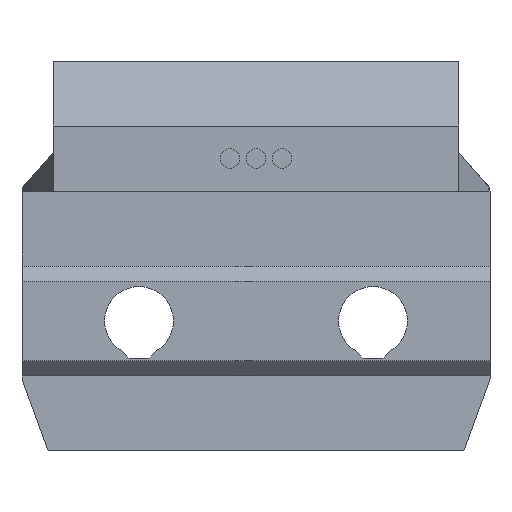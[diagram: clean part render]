
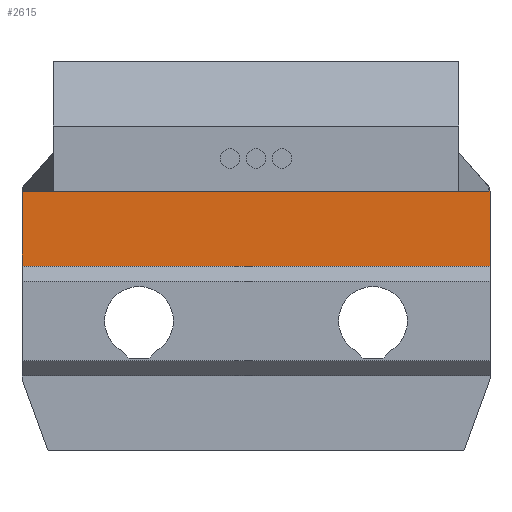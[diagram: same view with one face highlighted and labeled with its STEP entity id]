
A CAD part, front view. The second image highlights one B-rep face of the part: STEP entity #2615.
In plain terms, the highlighted planar face has unit normal (0, -1, 0).
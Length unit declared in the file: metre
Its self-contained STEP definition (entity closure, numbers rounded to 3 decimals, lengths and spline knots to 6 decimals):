
#79=PLANE('',#2824);
#161=ELLIPSE('',#2817,0.000601,0.0005);
#163=ELLIPSE('',#2825,0.000601,0.0005);
#226=LINE('',#3817,#529);
#266=LINE('',#3908,#569);
#318=LINE('',#4282,#621);
#322=LINE('',#4311,#625);
#529=VECTOR('',#3045,1.);
#569=VECTOR('',#3127,1.);
#621=VECTOR('',#3255,1.);
#625=VECTOR('',#3299,1.);
#1116=ORIENTED_EDGE('',*,*,#1716,.T.);
#1117=ORIENTED_EDGE('',*,*,#1717,.F.);
#1118=ORIENTED_EDGE('',*,*,#1712,.T.);
#1119=ORIENTED_EDGE('',*,*,#1702,.F.);
#1120=ORIENTED_EDGE('',*,*,#1588,.F.);
#1121=ORIENTED_EDGE('',*,*,#1634,.F.);
#1588=EDGE_CURVE('',#1952,#1953,#226,.T.);
#1634=EDGE_CURVE('',#1982,#1952,#266,.T.);
#1702=EDGE_CURVE('',#1953,#2025,#318,.T.);
#1712=EDGE_CURVE('',#2028,#2025,#161,.T.);
#1716=EDGE_CURVE('',#1982,#2029,#163,.T.);
#1717=EDGE_CURVE('',#2028,#2029,#322,.T.);
#1952=VERTEX_POINT('',#3816);
#1953=VERTEX_POINT('',#3818);
#1982=VERTEX_POINT('',#3907);
#2025=VERTEX_POINT('',#4283);
#2028=VERTEX_POINT('',#4301);
#2029=VERTEX_POINT('',#4310);
#2263=EDGE_LOOP('',(#1116,#1117,#1118,#1119,#1120,#1121));
#2430=FACE_BOUND('',#2263,.T.);
#2615=ADVANCED_FACE('',(#2430),#79,.F.);
#2817=AXIS2_PLACEMENT_3D('',#4300,#3281,#3282);
#2824=AXIS2_PLACEMENT_3D('',#4308,#3295,#3296);
#2825=AXIS2_PLACEMENT_3D('',#4309,#3297,#3298);
#3045=DIRECTION('',(-1.,0.,0.));
#3127=DIRECTION('',(0.,0.,-1.));
#3255=DIRECTION('',(0.,0.,1.));
#3281=DIRECTION('',(0.,-1.,0.));
#3282=DIRECTION('',(0.,0.,1.));
#3295=DIRECTION('',(0.,1.,0.));
#3296=DIRECTION('',(1.,0.,0.));
#3297=DIRECTION('',(0.,-1.,0.));
#3298=DIRECTION('',(0.,0.,1.));
#3299=DIRECTION('',(1.,0.,0.));
#3816=CARTESIAN_POINT('',(0.1569,0.028,0.158625));
#3817=CARTESIAN_POINT('',(0.1209,0.028,0.158625));
#3818=CARTESIAN_POINT('',(0.1209,0.028,0.158625));
#3907=CARTESIAN_POINT('',(0.1569,0.028,0.164355));
#3908=CARTESIAN_POINT('',(0.1569,0.028,0.1644));
#4282=CARTESIAN_POINT('',(0.1209,0.028,0.1644));
#4283=CARTESIAN_POINT('',(0.1209,0.028,0.164355));
#4300=CARTESIAN_POINT('',(0.1214,0.028,0.164355));
#4301=CARTESIAN_POINT('',(0.120944,0.028,0.164601));
#4308=CARTESIAN_POINT('',(0.1209,0.028,0.1644));
#4309=CARTESIAN_POINT('',(0.1564,0.028,0.164355));
#4310=CARTESIAN_POINT('',(0.156856,0.028,0.164601));
#4311=CARTESIAN_POINT('',(0.1209,0.028,0.164601));
